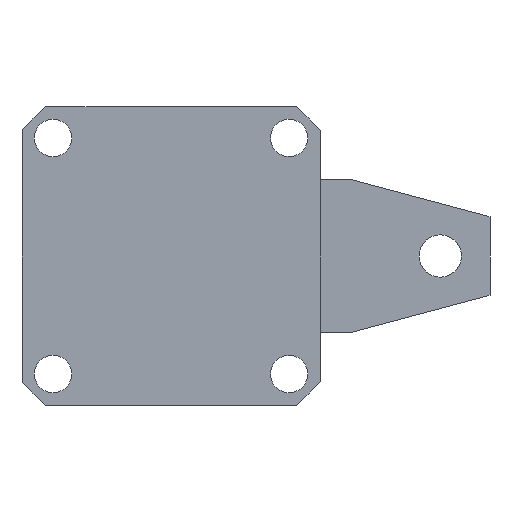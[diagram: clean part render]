
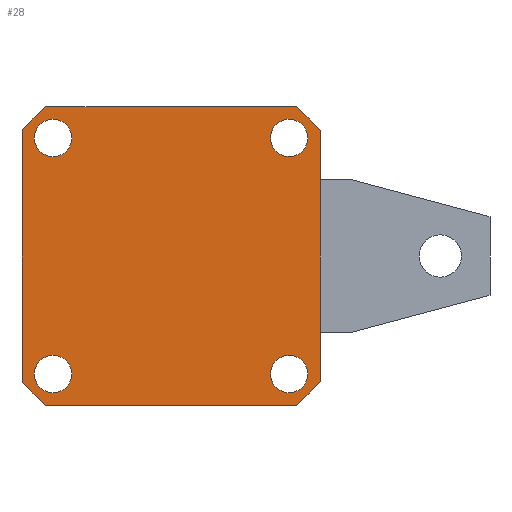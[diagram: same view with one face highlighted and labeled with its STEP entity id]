
A CAD part, front view. The second image highlights one B-rep face of the part: STEP entity #28.
In plain terms, the highlighted planar face has unit normal (0, -1, 0).
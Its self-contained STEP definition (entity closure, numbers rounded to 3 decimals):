
#28 = ADVANCED_FACE ( 'NONE', ( #2688, #2605, #2615, #2612, #2613 ), #5637, .T. ) ;
#659 = EDGE_CURVE ( 'NONE', #874, #1220, #2563, .T. ) ;
#660 = EDGE_CURVE ( 'NONE', #1233, #732, #2556, .T. ) ;
#663 = EDGE_CURVE ( 'NONE', #1207, #854, #2554, .T. ) ;
#682 = EDGE_CURVE ( 'NONE', #748, #1229, #2416, .T. ) ;
#716 = EDGE_CURVE ( 'NONE', #729, #1229, #3755, .T. ) ;
#719 = EDGE_CURVE ( 'NONE', #748, #726, #3763, .T. ) ;
#726 = VERTEX_POINT ( 'NONE', #1881 ) ;
#729 = VERTEX_POINT ( 'NONE', #1879 ) ;
#732 = VERTEX_POINT ( 'NONE', #1896 ) ;
#743 = VERTEX_POINT ( 'NONE', #1912 ) ;
#748 = VERTEX_POINT ( 'NONE', #1921 ) ;
#843 = VERTEX_POINT ( 'NONE', #1978 ) ;
#854 = VERTEX_POINT ( 'NONE', #1979 ) ;
#874 = VERTEX_POINT ( 'NONE', #4339 ) ;
#898 = VERTEX_POINT ( 'NONE', #4356 ) ;
#954 = ORIENTED_EDGE ( 'NONE', *, *, #659, .F. ) ;
#1037 = ORIENTED_EDGE ( 'NONE', *, *, #5857, .F. ) ;
#1038 = ORIENTED_EDGE ( 'NONE', *, *, #660, .F. ) ;
#1042 = ORIENTED_EDGE ( 'NONE', *, *, #5902, .T. ) ;
#1048 = ORIENTED_EDGE ( 'NONE', *, *, #663, .F. ) ;
#1049 = ORIENTED_EDGE ( 'NONE', *, *, #719, .T. ) ;
#1056 = ORIENTED_EDGE ( 'NONE', *, *, #5836, .F. ) ;
#1059 = ORIENTED_EDGE ( 'NONE', *, *, #5866, .F. ) ;
#1060 = ORIENTED_EDGE ( 'NONE', *, *, #5850, .F. ) ;
#1061 = ORIENTED_EDGE ( 'NONE', *, *, #5837, .F. ) ;
#1062 = ORIENTED_EDGE ( 'NONE', *, *, #5865, .F. ) ;
#1063 = ORIENTED_EDGE ( 'NONE', *, *, #682, .F. ) ;
#1071 = ORIENTED_EDGE ( 'NONE', *, *, #5839, .F. ) ;
#1074 = ORIENTED_EDGE ( 'NONE', *, *, #5909, .T. ) ;
#1075 = ORIENTED_EDGE ( 'NONE', *, *, #2092, .F. ) ;
#1081 = ORIENTED_EDGE ( 'NONE', *, *, #716, .T. ) ;
#1207 = VERTEX_POINT ( 'NONE', #4382 ) ;
#1220 = VERTEX_POINT ( 'NONE', #4395 ) ;
#1229 = VERTEX_POINT ( 'NONE', #4404 ) ;
#1233 = VERTEX_POINT ( 'NONE', #4408 ) ;
#1234 = VERTEX_POINT ( 'NONE', #4409 ) ;
#1249 = VERTEX_POINT ( 'NONE', #4424 ) ;
#1250 = VERTEX_POINT ( 'NONE', #4425 ) ;
#1274 = CARTESIAN_POINT ( 'NONE',  ( 28.5, 0., -28.5 ) ) ;
#1275 = DIRECTION ( 'NONE',  ( 0., -1., 0. ) ) ;
#1276 = DIRECTION ( 'NONE',  ( 0., 0., -1. ) ) ;
#1586 = AXIS2_PLACEMENT_3D ( 'NONE', #4147, #4148, #4149 ) ;
#1591 = AXIS2_PLACEMENT_3D ( 'NONE', #4151, #4152, #4153 ) ;
#1593 = AXIS2_PLACEMENT_3D ( 'NONE', #4157, #4158, #4159 ) ;
#1624 = AXIS2_PLACEMENT_3D ( 'NONE', #1859, #1861, #1863 ) ;
#1627 = AXIS2_PLACEMENT_3D ( 'NONE', #1874, #1875, #1877 ) ;
#1646 = CARTESIAN_POINT ( 'NONE',  ( -36., 0., 36. ) ) ;
#1650 = DIRECTION ( 'NONE',  ( 1., 0., 0. ) ) ;
#1716 = AXIS2_PLACEMENT_3D ( 'NONE', #1274, #1275, #1276 ) ;
#1784 = AXIS2_PLACEMENT_3D ( 'NONE', #5540, #5541, #5542 ) ;
#1787 = AXIS2_PLACEMENT_3D ( 'NONE', #5548, #5549, #5550 ) ;
#1797 = AXIS2_PLACEMENT_3D ( 'NONE', #5649, #5651, #5653 ) ;
#1816 = AXIS2_PLACEMENT_3D ( 'NONE', #5713, #5714, #5715 ) ;
#1820 = AXIS2_PLACEMENT_3D ( 'NONE', #3586, #3588, #3589 ) ;
#1823 = AXIS2_PLACEMENT_3D ( 'NONE', #3634, #3636, #3638 ) ;
#1859 = CARTESIAN_POINT ( 'NONE',  ( 0., 0., 0. ) ) ;
#1861 = DIRECTION ( 'NONE',  ( 0., -1., 0. ) ) ;
#1863 = DIRECTION ( 'NONE',  ( 0., 0., -1. ) ) ;
#1874 = CARTESIAN_POINT ( 'NONE',  ( 0., 0., 0. ) ) ;
#1875 = DIRECTION ( 'NONE',  ( 0., -1., 0. ) ) ;
#1877 = DIRECTION ( 'NONE',  ( 0., 0., -1. ) ) ;
#1879 = CARTESIAN_POINT ( 'NONE',  ( 36., 0., 30.216 ) ) ;
#1881 = CARTESIAN_POINT ( 'NONE',  ( -36., 0., 30.216 ) ) ;
#1896 = CARTESIAN_POINT ( 'NONE',  ( -28.5, 0., -33. ) ) ;
#1912 = CARTESIAN_POINT ( 'NONE',  ( 30.216, 0., -36. ) ) ;
#1921 = CARTESIAN_POINT ( 'NONE',  ( -30.216, 0., 36. ) ) ;
#1978 = CARTESIAN_POINT ( 'NONE',  ( 36., 0., -30.216 ) ) ;
#1979 = CARTESIAN_POINT ( 'NONE',  ( -28.5, 0., 24. ) ) ;
#2092 = EDGE_CURVE ( 'NONE', #1249, #1250, #3814, .T. ) ;
#2242 = AXIS2_PLACEMENT_3D ( 'NONE', #5640, #5633, #5644 ) ;
#2415 = VECTOR ( 'NONE', #1650, 1000. ) ;
#2416 = LINE ( 'NONE', #1646, #2415 ) ;
#2554 = CIRCLE ( 'NONE', #1593, 4.5 ) ;
#2556 = CIRCLE ( 'NONE', #1591, 4.5 ) ;
#2563 = CIRCLE ( 'NONE', #1586, 4.5 ) ;
#2605 = FACE_BOUND ( 'NONE', #4825, .T. ) ;
#2612 = FACE_BOUND ( 'NONE', #4869, .T. ) ;
#2613 = FACE_OUTER_BOUND ( 'NONE', #4824, .T. ) ;
#2615 = FACE_BOUND ( 'NONE', #4850, .T. ) ;
#2688 = FACE_BOUND ( 'NONE', #4851, .T. ) ;
#3236 = CIRCLE ( 'NONE', #1820, 47. ) ;
#3253 = CIRCLE ( 'NONE', #1823, 47. ) ;
#3418 = CIRCLE ( 'NONE', #1784, 4.5 ) ;
#3420 = VECTOR ( 'NONE', #5538, 1000. ) ;
#3433 = VECTOR ( 'NONE', #5705, 1000. ) ;
#3445 = LINE ( 'NONE', #5539, #3420 ) ;
#3582 = LINE ( 'NONE', #5706, #3433 ) ;
#3585 = CIRCLE ( 'NONE', #1787, 4.5 ) ;
#3586 = CARTESIAN_POINT ( 'NONE',  ( 0., 0., 0. ) ) ;
#3588 = DIRECTION ( 'NONE',  ( 0., -1., 0. ) ) ;
#3589 = DIRECTION ( 'NONE',  ( 0., 0., -1. ) ) ;
#3590 = CIRCLE ( 'NONE', #1816, 4.5 ) ;
#3634 = CARTESIAN_POINT ( 'NONE',  ( 0., 0., 0. ) ) ;
#3636 = DIRECTION ( 'NONE',  ( 0., -1., 0. ) ) ;
#3638 = DIRECTION ( 'NONE',  ( 0., 0., -1. ) ) ;
#3693 = VECTOR ( 'NONE', #5693, 1000. ) ;
#3701 = LINE ( 'NONE', #5691, #3693 ) ;
#3708 = CIRCLE ( 'NONE', #1797, 4.5 ) ;
#3755 = CIRCLE ( 'NONE', #1624, 47. ) ;
#3763 = CIRCLE ( 'NONE', #1627, 47. ) ;
#3814 = CIRCLE ( 'NONE', #1716, 4.5 ) ;
#4147 = CARTESIAN_POINT ( 'NONE',  ( 28.5, 0., 28.5 ) ) ;
#4148 = DIRECTION ( 'NONE',  ( 0., -1., 0. ) ) ;
#4149 = DIRECTION ( 'NONE',  ( 0., 0., -1. ) ) ;
#4151 = CARTESIAN_POINT ( 'NONE',  ( -28.5, 0., -28.5 ) ) ;
#4152 = DIRECTION ( 'NONE',  ( 0., -1., 0. ) ) ;
#4153 = DIRECTION ( 'NONE',  ( 0., 0., -1. ) ) ;
#4157 = CARTESIAN_POINT ( 'NONE',  ( -28.5, 0., 28.5 ) ) ;
#4158 = DIRECTION ( 'NONE',  ( 0., -1., 0. ) ) ;
#4159 = DIRECTION ( 'NONE',  ( 0., 0., -1. ) ) ;
#4339 = CARTESIAN_POINT ( 'NONE',  ( 28.5, 0., 33. ) ) ;
#4356 = CARTESIAN_POINT ( 'NONE',  ( -36., 0., -30.216 ) ) ;
#4382 = CARTESIAN_POINT ( 'NONE',  ( -28.5, 0., 33. ) ) ;
#4395 = CARTESIAN_POINT ( 'NONE',  ( 28.5, 0., 24. ) ) ;
#4404 = CARTESIAN_POINT ( 'NONE',  ( 30.216, 0., 36. ) ) ;
#4408 = CARTESIAN_POINT ( 'NONE',  ( -28.5, 0., -24. ) ) ;
#4409 = CARTESIAN_POINT ( 'NONE',  ( -30.216, 0., -36. ) ) ;
#4424 = CARTESIAN_POINT ( 'NONE',  ( 28.5, 0., -24. ) ) ;
#4425 = CARTESIAN_POINT ( 'NONE',  ( 28.5, 0., -33. ) ) ;
#4824 = EDGE_LOOP ( 'NONE', ( #1056, #1074, #1037, #1081, #1063, #1049, #1059, #1042 ) ) ;
#4825 = EDGE_LOOP ( 'NONE', ( #954, #1060 ) ) ;
#4850 = EDGE_LOOP ( 'NONE', ( #1075, #1071 ) ) ;
#4851 = EDGE_LOOP ( 'NONE', ( #1048, #1062 ) ) ;
#4869 = EDGE_LOOP ( 'NONE', ( #1038, #1061 ) ) ;
#5538 = DIRECTION ( 'NONE',  ( -1., 0., 0. ) ) ;
#5539 = CARTESIAN_POINT ( 'NONE',  ( -36., 0., -36. ) ) ;
#5540 = CARTESIAN_POINT ( 'NONE',  ( -28.5, 0., -28.5 ) ) ;
#5541 = DIRECTION ( 'NONE',  ( 0., -1., 0. ) ) ;
#5542 = DIRECTION ( 'NONE',  ( 0., 0., -1. ) ) ;
#5548 = CARTESIAN_POINT ( 'NONE',  ( 28.5, 0., -28.5 ) ) ;
#5549 = DIRECTION ( 'NONE',  ( 0., -1., 0. ) ) ;
#5550 = DIRECTION ( 'NONE',  ( 0., 0., -1. ) ) ;
#5633 = DIRECTION ( 'NONE',  ( 0., -1., 0. ) ) ;
#5637 = PLANE ( 'NONE',  #2242 ) ;
#5640 = CARTESIAN_POINT ( 'NONE',  ( 0., 0., 0. ) ) ;
#5644 = DIRECTION ( 'NONE',  ( 0., 0., -1. ) ) ;
#5649 = CARTESIAN_POINT ( 'NONE',  ( 28.5, 0., 28.5 ) ) ;
#5651 = DIRECTION ( 'NONE',  ( 0., -1., 0. ) ) ;
#5653 = DIRECTION ( 'NONE',  ( 0., 0., -1. ) ) ;
#5691 = CARTESIAN_POINT ( 'NONE',  ( 36., 0., 36. ) ) ;
#5693 = DIRECTION ( 'NONE',  ( 0., 0., -1. ) ) ;
#5705 = DIRECTION ( 'NONE',  ( 0., 0., 1. ) ) ;
#5706 = CARTESIAN_POINT ( 'NONE',  ( -36., 0., 36. ) ) ;
#5713 = CARTESIAN_POINT ( 'NONE',  ( -28.5, 0., 28.5 ) ) ;
#5714 = DIRECTION ( 'NONE',  ( 0., -1., 0. ) ) ;
#5715 = DIRECTION ( 'NONE',  ( 0., 0., -1. ) ) ;
#5836 = EDGE_CURVE ( 'NONE', #743, #1234, #3445, .T. ) ;
#5837 = EDGE_CURVE ( 'NONE', #732, #1233, #3418, .T. ) ;
#5839 = EDGE_CURVE ( 'NONE', #1250, #1249, #3585, .T. ) ;
#5850 = EDGE_CURVE ( 'NONE', #1220, #874, #3708, .T. ) ;
#5857 = EDGE_CURVE ( 'NONE', #729, #843, #3701, .T. ) ;
#5865 = EDGE_CURVE ( 'NONE', #854, #1207, #3590, .T. ) ;
#5866 = EDGE_CURVE ( 'NONE', #898, #726, #3582, .T. ) ;
#5902 = EDGE_CURVE ( 'NONE', #898, #1234, #3236, .T. ) ;
#5909 = EDGE_CURVE ( 'NONE', #743, #843, #3253, .T. ) ;
